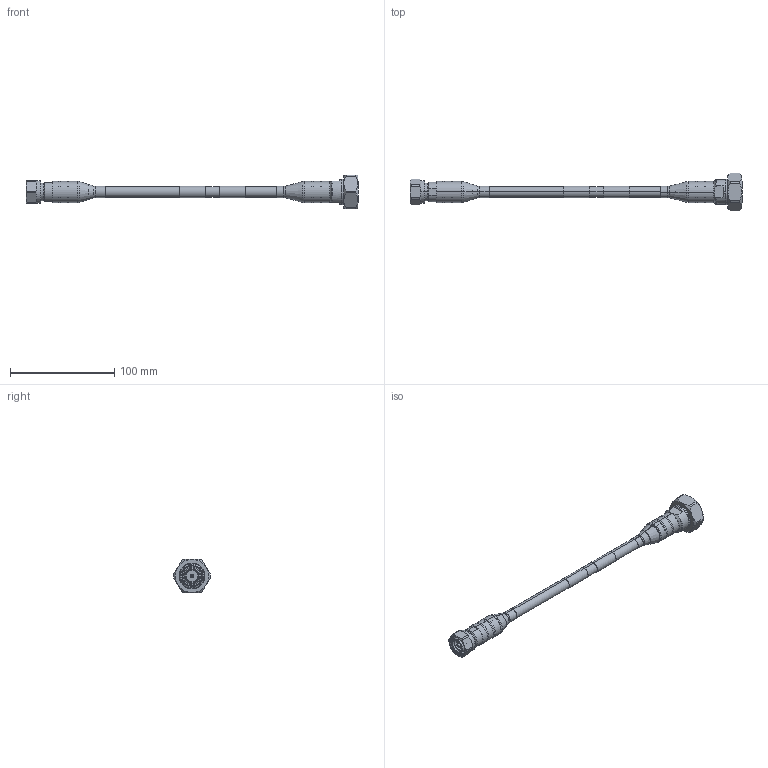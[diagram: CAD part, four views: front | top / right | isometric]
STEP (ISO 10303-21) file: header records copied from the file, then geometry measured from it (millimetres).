
FILE_DESCRIPTION (( 'STEP AP214' ), '1' );
FILE_NAME ('FMCA100116_3D.step', '2024-08-16T20:04:25', ( '' ), ( '' ), 'SwSTEP 2.0', 'SolidWorks 2022', '' );
FILE_SCHEMA (( 'AUTOMOTIVE_DESIGN' ));
Length unit declared in the file: inch
Products named in the file (8): TCOM-400-FR^FMCA100116_LABEL+PE PIM; TCP-400-716MC-LP; TCP-400-4310MC-LP oring^TCP-400-4310MC-LP; Heat Shrink^FMCA100116; TCP-400-4310MC-LP; TCP-400-4310MC-LP^TCP-400-4310MC-LP; Heat Shrink^FMCA100116_1" Long; FMCA100116_3D
Assembly tree (7 placements, depth 3):
  FMCA100116_3D
    TCOM-400-FR^FMCA100116_LABEL+PE PIM
    TCP-400-4310MC-LP
      TCP-400-4310MC-LP^TCP-400-4310MC-LP
      TCP-400-4310MC-LP oring^TCP-400-4310MC-LP
    TCP-400-716MC-LP
    Heat Shrink^FMCA100116_1" Long
    Heat Shrink^FMCA100116
Bounding box: 319.22 x 36 x 32 mm (x, y, z)
Volume: 57081.9 mm3; surface area: 35541.9 mm2
Topology: 6 solids, 7 shells, 347 faces, 775 edges, 472 vertices
Faces by surface type: cylinder 129, cone 95, plane 69, torus 50, bspline 4
Entity records: 11635 total; most frequent: CARTESIAN_POINT 3460, DIRECTION 1746, ORIENTED_EDGE 1550, EDGE_CURVE 775, AXIS2_PLACEMENT_3D 746, VERTEX_POINT 472, CIRCLE 392, EDGE_LOOP 385
